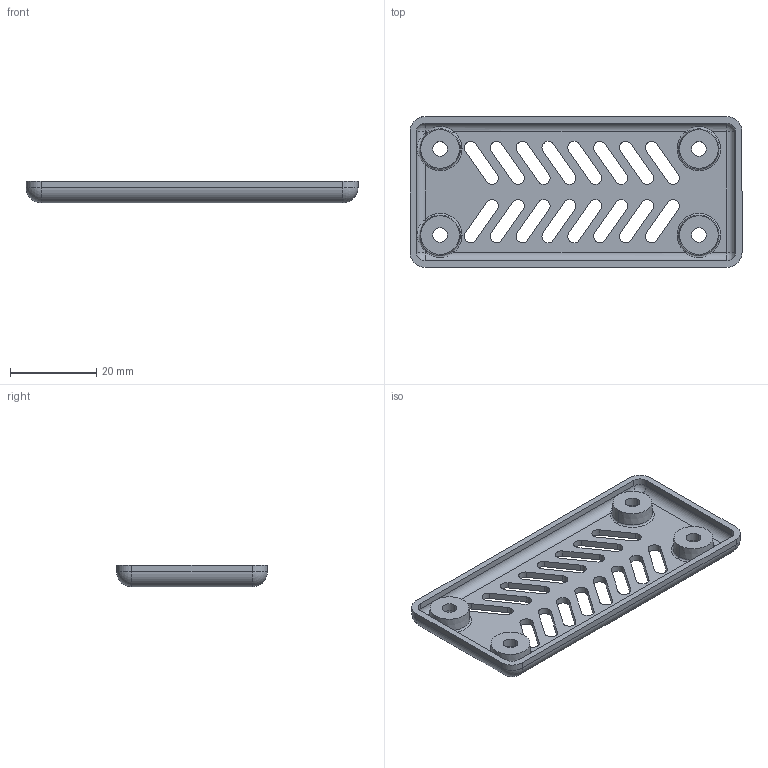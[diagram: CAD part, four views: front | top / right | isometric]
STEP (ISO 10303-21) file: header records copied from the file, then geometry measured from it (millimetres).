
FILE_DESCRIPTION (( 'STEP AP214' ), '1' );
FILE_NAME ('Bottom_case.STEP', '2025-11-01T15:17:26', ( '' ), ( '' ), 'SwSTEP 2.0', 'SolidWorks 2024', '' );
FILE_SCHEMA (( 'AUTOMOTIVE_DESIGN' ));
Length unit declared in the file: millimetre
Products named in the file (1): Bottom_case
Bounding box: 77 x 35 x 5 mm (x, y, z)
Volume: 4376.2 mm3; surface area: 6892.5 mm2
Topology: 1 solids, 1 shells, 167 faces, 448 edges, 278 vertices
Faces by surface type: cylinder 80, plane 53, torus 12, cone 8, sphere 8, bspline 6
Entity records: 5887 total; most frequent: CARTESIAN_POINT 1526, DIRECTION 960, ORIENTED_EDGE 880, EDGE_CURVE 440, AXIS2_PLACEMENT_3D 372, VERTEX_POINT 278, LINE 216, VECTOR 216
